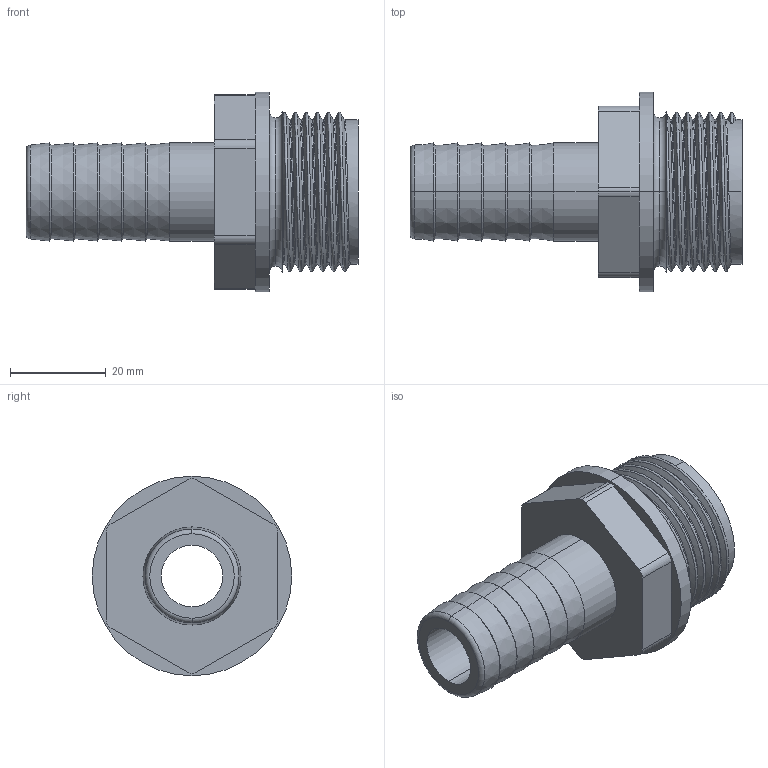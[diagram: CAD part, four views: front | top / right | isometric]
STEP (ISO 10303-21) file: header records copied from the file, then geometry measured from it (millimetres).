
FILE_DESCRIPTION (( 'STEP AP203' ), '1' );
FILE_NAME ('00130_0720.STEP', '2017-05-08T13:52:28', ( '' ), ( '' ), 'SwSTEP 2.0', 'SolidWorks 2011', '' );
FILE_SCHEMA (( 'CONFIG_CONTROL_DESIGN' ));
Length unit declared in the file: millimetre
Products named in the file (1): 00130_0720
Bounding box: 69.4 x 41.7 x 41.7 mm (x, y, z)
Volume: 24412.5 mm3; surface area: 12962.3 mm2
Topology: 1 solids, 1 shells, 98 faces, 224 edges, 138 vertices
Faces by surface type: cylinder 32, torus 29, plane 18, cone 14, bspline 5
Entity records: 6007 total; most frequent: CARTESIAN_POINT 3741, DIRECTION 492, ORIENTED_EDGE 448, EDGE_CURVE 224, AXIS2_PLACEMENT_3D 214, VERTEX_POINT 138, CIRCLE 120, EDGE_LOOP 110
